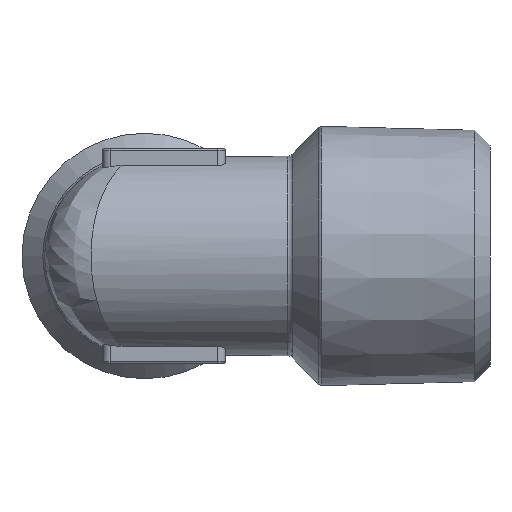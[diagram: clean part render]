
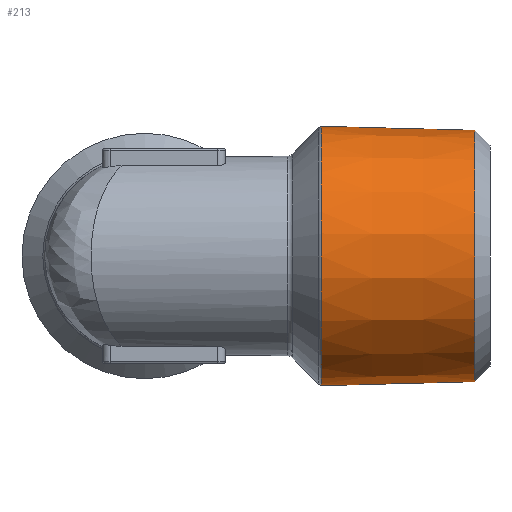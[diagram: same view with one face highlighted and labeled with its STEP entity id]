
A CAD part, left-side view. The second image highlights one B-rep face of the part: STEP entity #213.
In plain terms, the highlighted conical face has half-angle 1.47 degrees and reference radius 8.488 mm.
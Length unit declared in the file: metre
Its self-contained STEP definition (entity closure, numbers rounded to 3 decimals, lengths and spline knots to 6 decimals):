
#213 = ADVANCED_FACE( 'NONE', ( #467, #468 ), #469, .T. );
#467 = FACE_OUTER_BOUND( '', #805, .T. );
#468 = FACE_BOUND( '', #806, .T. );
#469 = CONICAL_SURFACE( '', #807, 0.008488, 0.026 );
#805 = EDGE_LOOP( '', ( #1428 ) );
#806 = EDGE_LOOP( '', ( #1429 ) );
#807 = AXIS2_PLACEMENT_3D( '', #1430, #1431, #1432 );
#1428 = ORIENTED_EDGE( '', *, *, #1832, .F. );
#1429 = ORIENTED_EDGE( '', *, *, #1733, .F. );
#1430 = CARTESIAN_POINT( '', ( 0., -0.01, 0. ) );
#1431 = DIRECTION( '', ( 0., 1., 0. ) );
#1432 = DIRECTION( '', ( 0., 0., 1. ) );
#1733 = EDGE_CURVE( 'NONE', #2043, #2043, #2044, .T. );
#1832 = EDGE_CURVE( 'NONE', #2179, #2179, #2180, .T. );
#2043 = VERTEX_POINT( '', #2602 );
#2044 = CIRCLE( '', #2603, 0.008192 );
#2179 = VERTEX_POINT( '', #2845 );
#2180 = CIRCLE( '', #2846, 0.008449 );
#2602 = CARTESIAN_POINT( '', ( 0., -0.0215, -0.008192 ) );
#2603 = AXIS2_PLACEMENT_3D( '', #3055, #3056, #3057 );
#2845 = CARTESIAN_POINT( '', ( 0., -0.011488, -0.008449 ) );
#2846 = AXIS2_PLACEMENT_3D( '', #3182, #3183, #3184 );
#3055 = CARTESIAN_POINT( '', ( 0., -0.0215, 0. ) );
#3056 = DIRECTION( '', ( 0., -1., 0. ) );
#3057 = DIRECTION( '', ( 0., 0., -1. ) );
#3182 = CARTESIAN_POINT( '', ( 0., -0.011488, 0. ) );
#3183 = DIRECTION( '', ( 0., 1., 0. ) );
#3184 = DIRECTION( '', ( 0., 0., -1. ) );
